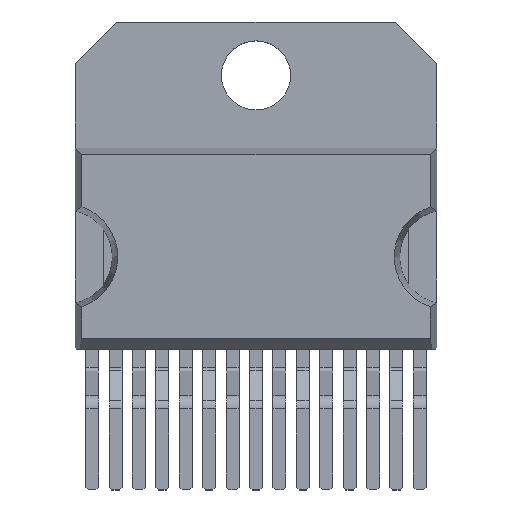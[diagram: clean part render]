
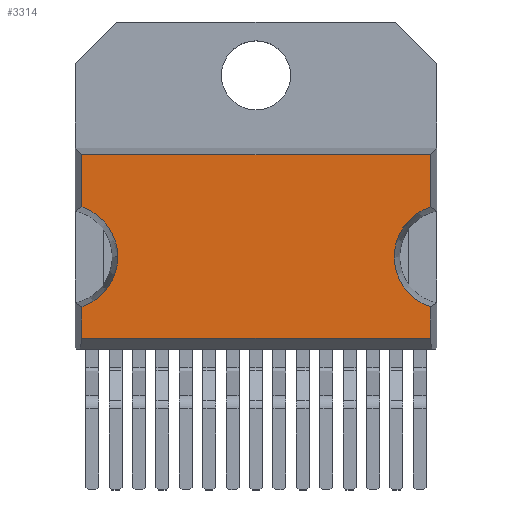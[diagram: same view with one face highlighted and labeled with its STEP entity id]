
A CAD part, top view. The second image highlights one B-rep face of the part: STEP entity #3314.
In plain terms, the highlighted planar face has unit normal (0, 0, 1).
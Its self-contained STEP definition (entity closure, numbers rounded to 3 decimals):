
#155 = AXIS2_PLACEMENT_3D ( 'NONE', #7840, #8523, #4505 ) ;
#165 = CARTESIAN_POINT ( 'NONE',  ( -9.8, 3.827, 0.055 ) ) ;
#181 = FACE_OUTER_BOUND ( 'NONE', #3373, .T. ) ;
#281 = DIRECTION ( 'NONE',  ( 0., 1., 0. ) ) ;
#388 = CARTESIAN_POINT ( 'NONE',  ( -9.443, 13.793, 0.055 ) ) ;
#456 = VERTEX_POINT ( 'NONE', #3193 ) ;
#506 = VERTEX_POINT ( 'NONE', #3308 ) ;
#606 = VERTEX_POINT ( 'NONE', #810 ) ;
#679 = VECTOR ( 'NONE', #767, 1000. ) ;
#767 = DIRECTION ( 'NONE',  ( 1., 0., 0. ) ) ;
#779 = EDGE_CURVE ( 'NONE', #4962, #8480, #6725, .T. ) ;
#810 = CARTESIAN_POINT ( 'NONE',  ( 9.443, 3.827, 0.055 ) ) ;
#845 = VECTOR ( 'NONE', #5425, 1000. ) ;
#1079 = ORIENTED_EDGE ( 'NONE', *, *, #779, .F. ) ;
#1150 = DIRECTION ( 'NONE',  ( 0., 0., 1. ) ) ;
#1164 = EDGE_CURVE ( 'NONE', #456, #606, #3851, .T. ) ;
#1383 = ORIENTED_EDGE ( 'NONE', *, *, #3020, .T. ) ;
#1561 = EDGE_CURVE ( 'NONE', #7515, #506, #6345, .T. ) ;
#1602 = EDGE_CURVE ( 'NONE', #7302, #7839, #3758, .T. ) ;
#1765 = DIRECTION ( 'NONE',  ( 0., -1., 0. ) ) ;
#1826 = CARTESIAN_POINT ( 'NONE',  ( -9.443, 14.15, 0.055 ) ) ;
#1866 = LINE ( 'NONE', #1826, #4782 ) ;
#2034 = AXIS2_PLACEMENT_3D ( 'NONE', #3101, #1150, #281 ) ;
#2087 = AXIS2_PLACEMENT_3D ( 'NONE', #6651, #3122, #6579 ) ;
#2181 = LINE ( 'NONE', #7606, #8005 ) ;
#2233 = CARTESIAN_POINT ( 'NONE',  ( 9.443, 14.15, 0.055 ) ) ;
#2413 = CARTESIAN_POINT ( 'NONE',  ( -7.503, 8.25, 0.055 ) ) ;
#2716 = ORIENTED_EDGE ( 'NONE', *, *, #6998, .F. ) ;
#2899 = ORIENTED_EDGE ( 'NONE', *, *, #1602, .F. ) ;
#2954 = CARTESIAN_POINT ( 'NONE',  ( 9.443, 14.15, 0.055 ) ) ;
#3020 = EDGE_CURVE ( 'NONE', #4009, #456, #2181, .T. ) ;
#3078 = ORIENTED_EDGE ( 'NONE', *, *, #8100, .T. ) ;
#3101 = CARTESIAN_POINT ( 'NONE',  ( -10.363, 8.25, 0.055 ) ) ;
#3122 = DIRECTION ( 'NONE',  ( 0., 0., 1. ) ) ;
#3193 = CARTESIAN_POINT ( 'NONE',  ( -9.443, 3.827, 0.055 ) ) ;
#3308 = CARTESIAN_POINT ( 'NONE',  ( -9.443, 10.958, 0.055 ) ) ;
#3314 = ADVANCED_FACE ( 'NONE', ( #181 ), #6437, .F. ) ;
#3373 = EDGE_LOOP ( 'NONE', ( #6871, #2899, #4173, #1079, #3078, #8638, #2716, #1383, #7193 ) ) ;
#3628 = LINE ( 'NONE', #2233, #6557 ) ;
#3702 = DIRECTION ( 'NONE',  ( 0., 1., 0. ) ) ;
#3758 = CIRCLE ( 'NONE', #155, 2.86 ) ;
#3851 = LINE ( 'NONE', #165, #845 ) ;
#4009 = VERTEX_POINT ( 'NONE', #5208 ) ;
#4020 = LINE ( 'NONE', #2954, #6946 ) ;
#4040 = CARTESIAN_POINT ( 'NONE',  ( 9.443, 5.542, 0.055 ) ) ;
#4173 = ORIENTED_EDGE ( 'NONE', *, *, #4790, .F. ) ;
#4189 = DIRECTION ( 'NONE',  ( 0., -1., 0. ) ) ;
#4505 = DIRECTION ( 'NONE',  ( 0., 1., 0. ) ) ;
#4782 = VECTOR ( 'NONE', #1765, 1000. ) ;
#4790 = EDGE_CURVE ( 'NONE', #8480, #7302, #4020, .T. ) ;
#4860 = CARTESIAN_POINT ( 'NONE',  ( 9.8, 14.15, 0.055 ) ) ;
#4962 = VERTEX_POINT ( 'NONE', #388 ) ;
#4973 = DIRECTION ( 'NONE',  ( 0., 0., -1. ) ) ;
#5208 = CARTESIAN_POINT ( 'NONE',  ( -9.443, 5.542, 0.055 ) ) ;
#5425 = DIRECTION ( 'NONE',  ( 1., 0., 0. ) ) ;
#5747 = CARTESIAN_POINT ( 'NONE',  ( 9.443, 13.793, 0.055 ) ) ;
#6109 = DIRECTION ( 'NONE',  ( 0., -1., 0. ) ) ;
#6137 = DIRECTION ( 'NONE',  ( 0., -1., 0. ) ) ;
#6320 = CIRCLE ( 'NONE', #2087, 2.86 ) ;
#6345 = CIRCLE ( 'NONE', #2034, 2.86 ) ;
#6437 = PLANE ( 'NONE',  #8105 ) ;
#6557 = VECTOR ( 'NONE', #6109, 1000. ) ;
#6579 = DIRECTION ( 'NONE',  ( 0., 1., 0. ) ) ;
#6651 = CARTESIAN_POINT ( 'NONE',  ( -10.363, 8.25, 0.055 ) ) ;
#6725 = LINE ( 'NONE', #8731, #679 ) ;
#6840 = EDGE_CURVE ( 'NONE', #7839, #606, #3628, .T. ) ;
#6871 = ORIENTED_EDGE ( 'NONE', *, *, #6840, .F. ) ;
#6946 = VECTOR ( 'NONE', #6137, 1000. ) ;
#6998 = EDGE_CURVE ( 'NONE', #4009, #7515, #6320, .T. ) ;
#7193 = ORIENTED_EDGE ( 'NONE', *, *, #1164, .T. ) ;
#7302 = VERTEX_POINT ( 'NONE', #7949 ) ;
#7515 = VERTEX_POINT ( 'NONE', #2413 ) ;
#7606 = CARTESIAN_POINT ( 'NONE',  ( -9.443, 14.15, 0.055 ) ) ;
#7839 = VERTEX_POINT ( 'NONE', #4040 ) ;
#7840 = CARTESIAN_POINT ( 'NONE',  ( 10.363, 8.25, 0.055 ) ) ;
#7949 = CARTESIAN_POINT ( 'NONE',  ( 9.443, 10.958, 0.055 ) ) ;
#8005 = VECTOR ( 'NONE', #4189, 1000. ) ;
#8100 = EDGE_CURVE ( 'NONE', #4962, #506, #1866, .T. ) ;
#8105 = AXIS2_PLACEMENT_3D ( 'NONE', #4860, #4973, #3702 ) ;
#8480 = VERTEX_POINT ( 'NONE', #5747 ) ;
#8523 = DIRECTION ( 'NONE',  ( 0., 0., 1. ) ) ;
#8638 = ORIENTED_EDGE ( 'NONE', *, *, #1561, .F. ) ;
#8731 = CARTESIAN_POINT ( 'NONE',  ( -9.8, 13.793, 0.055 ) ) ;
